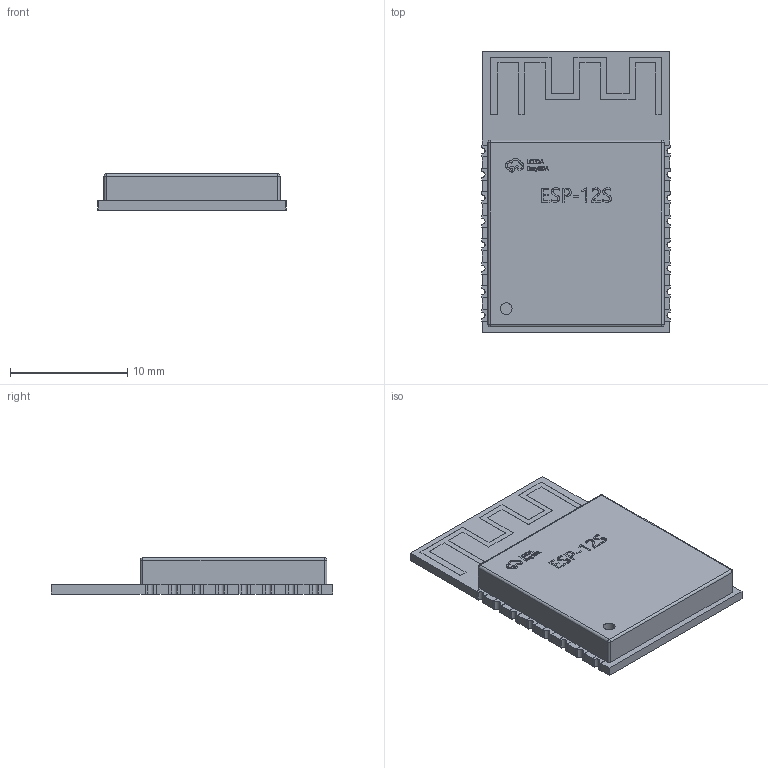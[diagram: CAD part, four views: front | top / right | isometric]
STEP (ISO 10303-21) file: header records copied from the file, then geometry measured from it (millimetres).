
FILE_DESCRIPTION (( 'STEP AP214' ), '1' );
FILE_NAME ('WIRELM-SMD_L24.0-W16.0-H3.1.step', '2022-07-15T13:51:19', ( '' ), ( '' ), 'SwSTEP 2.0', 'SolidWorks 2020', '' );
FILE_SCHEMA (( 'AUTOMOTIVE_DESIGN' ));
Length unit declared in the file: millimetre
Products named in the file (1): WIRELM-SMD_L24.0-W16.0-H3.1
Bounding box: 16.02 x 24 x 3.09 mm (x, y, z)
Volume: 846 mm3; surface area: 975.7 mm2
Topology: 14 solids, 14 shells, 596 faces, 1645 edges, 1090 vertices
Faces by surface type: plane 408, bspline 150, cylinder 34, sphere 4
Entity records: 27224 total; most frequent: CARTESIAN_POINT 7822, ORIENTED_EDGE 3282, DIRECTION 2299, EDGE_CURVE 1641, VECTOR 1269, LINE 1269, VERTEX_POINT 1090, EDGE_LOOP 625
